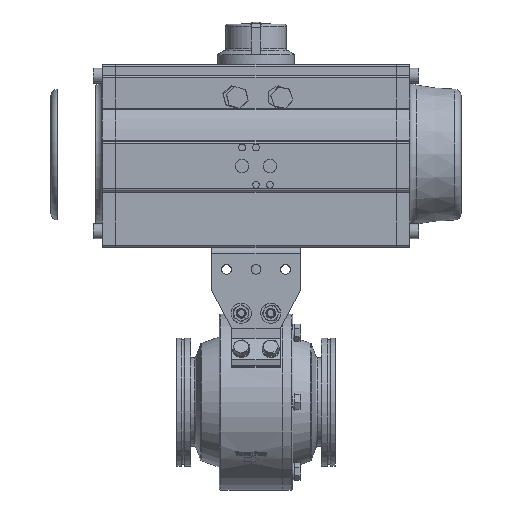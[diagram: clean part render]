
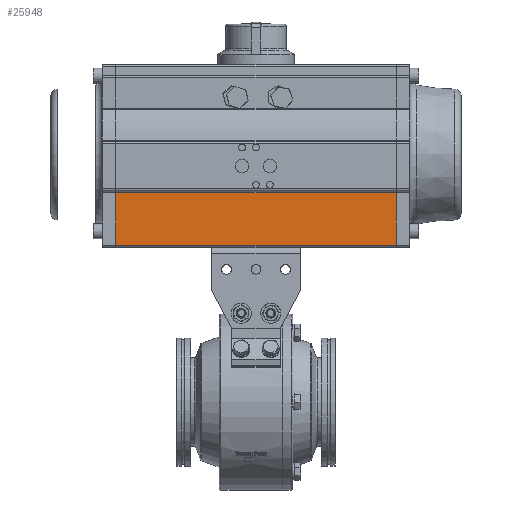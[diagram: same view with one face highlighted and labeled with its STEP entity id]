
A CAD part, top view. The second image highlights one B-rep face of the part: STEP entity #25948.
In plain terms, the highlighted planar face has unit normal (0, 0.001, 1).
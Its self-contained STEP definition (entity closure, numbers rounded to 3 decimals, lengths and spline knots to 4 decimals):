
#1924=PLANE('',#28205);
#3036=FACE_OUTER_BOUND('',#4374,.T.);
#4374=EDGE_LOOP('',(#22175,#22176,#22177,#22178));
#6123=LINE('',#64126,#8057);
#6125=LINE('',#64132,#8059);
#6126=LINE('',#64134,#8060);
#6127=LINE('',#64135,#8061);
#8057=VECTOR('',#33711,9.5);
#8059=VECTOR('',#33717,1.785);
#8060=VECTOR('',#33718,9.5);
#8061=VECTOR('',#33719,1.785);
#12166=VERTEX_POINT('',#64122);
#12168=VERTEX_POINT('',#64125);
#12170=VERTEX_POINT('',#64131);
#12171=VERTEX_POINT('',#64133);
#16072=EDGE_CURVE('',#12168,#12166,#6123,.F.);
#16075=EDGE_CURVE('',#12170,#12166,#6125,.T.);
#16076=EDGE_CURVE('',#12170,#12171,#6126,.T.);
#16077=EDGE_CURVE('',#12171,#12168,#6127,.T.);
#22175=ORIENTED_EDGE('',*,*,#16075,.F.);
#22176=ORIENTED_EDGE('',*,*,#16076,.T.);
#22177=ORIENTED_EDGE('',*,*,#16077,.T.);
#22178=ORIENTED_EDGE('',*,*,#16072,.T.);
#25948=ADVANCED_FACE('',(#3036),#1924,.F.);
#28205=AXIS2_PLACEMENT_3D('',#64130,#33715,#33716);
#33711=DIRECTION('',(1.,0.,0.));
#33715=DIRECTION('center_axis',(0.,-0.001,
-1.));
#33716=DIRECTION('ref_axis',(-1.,0.,0.));
#33717=DIRECTION('',(0.,1.,-0.001));
#33718=DIRECTION('',(1.,0.,0.));
#33719=DIRECTION('',(0.,1.,-0.001));
#64122=CARTESIAN_POINT('',(-4.75,7.0858,2.5485));
#64125=CARTESIAN_POINT('',(4.75,7.0858,2.5485));
#64126=CARTESIAN_POINT('',(-4.75,7.0858,2.5485));
#64130=CARTESIAN_POINT('Origin',(-4.75,5.2383,2.5509));
#64131=CARTESIAN_POINT('',(-4.75,5.3008,2.5508));
#64132=CARTESIAN_POINT('',(-4.75,5.3008,2.5508));
#64133=CARTESIAN_POINT('',(4.75,5.3008,2.5508));
#64134=CARTESIAN_POINT('',(-4.75,5.3008,2.5508));
#64135=CARTESIAN_POINT('',(4.75,5.3008,2.5508));
